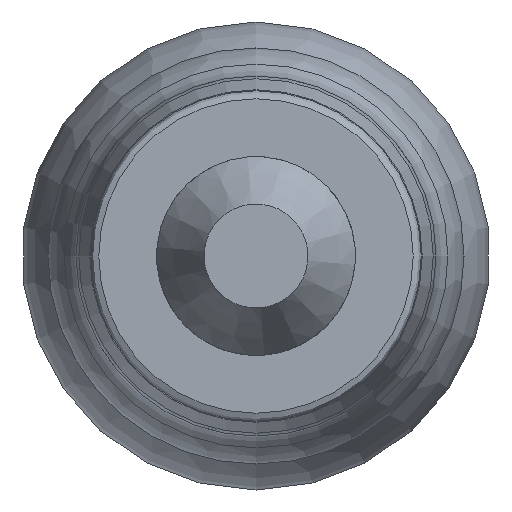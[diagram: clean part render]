
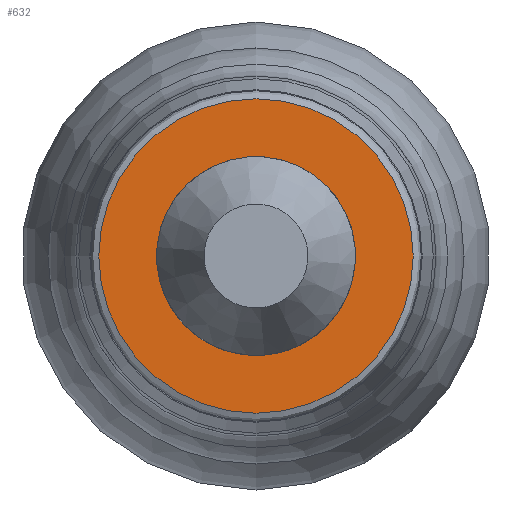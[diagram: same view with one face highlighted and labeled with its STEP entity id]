
A CAD part, left-side view. The second image highlights one B-rep face of the part: STEP entity #632.
In plain terms, the highlighted planar face has unit normal (-1, 0, 0).
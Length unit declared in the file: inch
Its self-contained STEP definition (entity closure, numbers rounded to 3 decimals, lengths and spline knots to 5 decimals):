
#31 = FACE_OUTER_BOUND ( 'NONE', #659, .T. ) ;
#57 = EDGE_CURVE ( 'NONE', #451, #451, #346, .T. ) ;
#119 = EDGE_CURVE ( 'NONE', #369, #369, #374, .T. ) ;
#130 = DIRECTION ( 'NONE',  ( -1., 0., 0. ) ) ;
#146 = CARTESIAN_POINT ( 'NONE',  ( 0., 0., 0. ) ) ;
#156 = PLANE ( 'NONE',  #392 ) ;
#202 = CARTESIAN_POINT ( 'NONE',  ( 0., 0., 0. ) ) ;
#206 = CARTESIAN_POINT ( 'NONE',  ( 0., 0., -0.01243 ) ) ;
#294 = ORIENTED_EDGE ( 'NONE', *, *, #57, .T. ) ;
#346 = CIRCLE ( 'NONE', #681, 0.01965 ) ;
#361 = DIRECTION ( 'NONE',  ( 0., 0., -1. ) ) ;
#369 = VERTEX_POINT ( 'NONE', #206 ) ;
#374 = CIRCLE ( 'NONE', #510, 0.01243 ) ;
#392 = AXIS2_PLACEMENT_3D ( 'NONE', #440, #611, #605 ) ;
#416 = DIRECTION ( 'NONE',  ( 0., 0., 1. ) ) ;
#440 = CARTESIAN_POINT ( 'NONE',  ( 0., 0.018, 0. ) ) ;
#451 = VERTEX_POINT ( 'NONE', #479 ) ;
#479 = CARTESIAN_POINT ( 'NONE',  ( 0., 0., 0.01965 ) ) ;
#510 = AXIS2_PLACEMENT_3D ( 'NONE', #146, #130, #361 ) ;
#513 = EDGE_LOOP ( 'NONE', ( #567 ) ) ;
#525 = DIRECTION ( 'NONE',  ( -1., 0., 0. ) ) ;
#545 = FACE_BOUND ( 'NONE', #513, .T. ) ;
#567 = ORIENTED_EDGE ( 'NONE', *, *, #119, .F. ) ;
#605 = DIRECTION ( 'NONE',  ( 0., 0., -1. ) ) ;
#611 = DIRECTION ( 'NONE',  ( 1., 0., 0. ) ) ;
#632 = ADVANCED_FACE ( 'NONE', ( #545, #31 ), #156, .F. ) ;
#659 = EDGE_LOOP ( 'NONE', ( #294 ) ) ;
#681 = AXIS2_PLACEMENT_3D ( 'NONE', #202, #525, #416 ) ;
